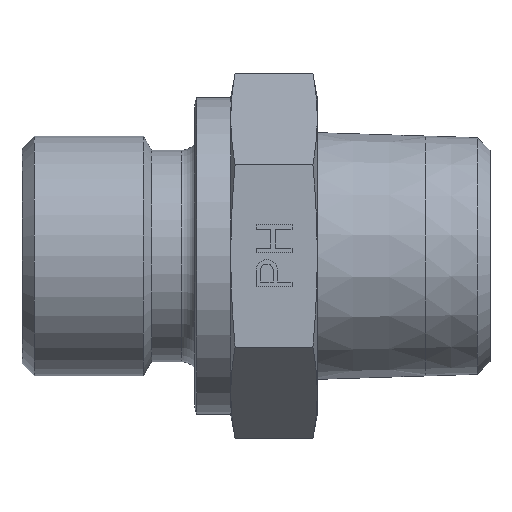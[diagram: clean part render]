
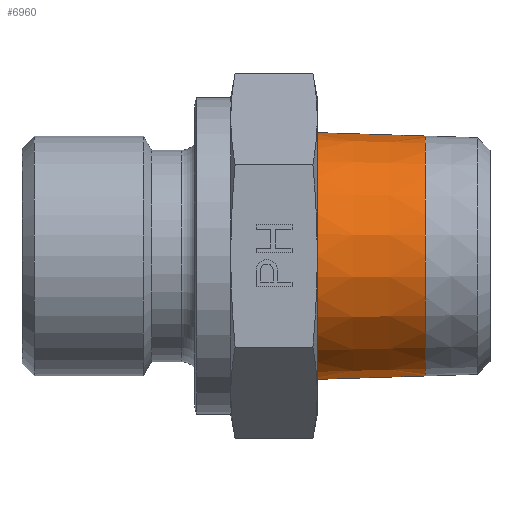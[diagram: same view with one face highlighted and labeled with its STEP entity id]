
A CAD part, top view. The second image highlights one B-rep face of the part: STEP entity #6960.
In plain terms, the highlighted conical face has half-angle 1.788 degrees and reference radius 8.565 mm.
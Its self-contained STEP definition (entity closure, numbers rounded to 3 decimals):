
#450=CARTESIAN_POINT('',(20.5,0.,0.));
#460=DIRECTION('',(-1.,0.,0.));
#470=DIRECTION('',(0.,1.,0.));
#480=AXIS2_PLACEMENT_3D('',#450,#460,#470);
#490=CIRCLE('',#480,8.565);
#500=CARTESIAN_POINT('',(20.5,8.565,0.));
#510=VERTEX_POINT('',#500);
#520=CARTESIAN_POINT('',(20.5,-8.565,0.));
#530=VERTEX_POINT('',#520);
#560=EDGE_CURVE('',#530,#510,#490,.T.);
#6200=CARTESIAN_POINT('',(28.,8.331,0.));
#6210=VERTEX_POINT('',#6200);
#6240=CARTESIAN_POINT('',(28.,0.,0.));
#6250=DIRECTION('',(-1.,0.,0.));
#6260=DIRECTION('',(0.,1.,0.));
#6270=AXIS2_PLACEMENT_3D('',#6240,#6250,#6260);
#6280=CIRCLE('',#6270,8.331);
#6290=CARTESIAN_POINT('',(28.,-8.331,0.)
);
#6300=VERTEX_POINT('',#6290);
#6740=CARTESIAN_POINT('',(20.5,0.,0.));
#6750=DIRECTION('',(-1.,0.,0.));
#6760=DIRECTION('',(0.,1.,0.));
#6770=AXIS2_PLACEMENT_3D('',#6740,#6750,#6760);
#6780=CONICAL_SURFACE('',#6770,8.565,0.031);
#6790=CARTESIAN_POINT('',(20.5,-8.565,0.));
#6800=DIRECTION('',(-1.,-0.031,
0.));
#6810=VECTOR('',#6800,274.486);
#6820=LINE('',#6790,#6810);
#6830=EDGE_CURVE('',#6300,#530,#6820,.T.);
#6840=ORIENTED_EDGE('',*,*,#6830,.F.);
#6850=ORIENTED_EDGE('',*,*,#560,.F.);
#6860=CARTESIAN_POINT('',(20.5,8.565,0.));
#6870=DIRECTION('',(-1.,0.031,0.));
#6880=VECTOR('',#6870,274.486);
#6890=LINE('',#6860,#6880);
#6900=EDGE_CURVE('',#6210,#510,#6890,.T.);
#6910=ORIENTED_EDGE('',*,*,#6900,.T.);
#6920=EDGE_CURVE('',#6300,#6210,#6280,.T.);
#6930=ORIENTED_EDGE('',*,*,#6920,.T.);
#6940=EDGE_LOOP('',(#6930,#6910,#6850,#6840));
#6950=FACE_OUTER_BOUND('',#6940,.T.);
#6960=ADVANCED_FACE('',(#6950),#6780,.T.);
